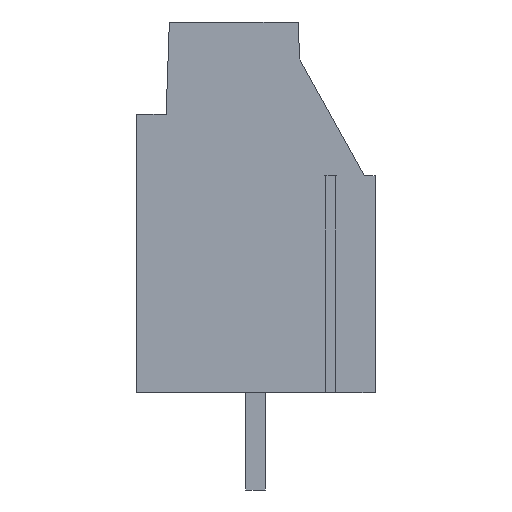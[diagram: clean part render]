
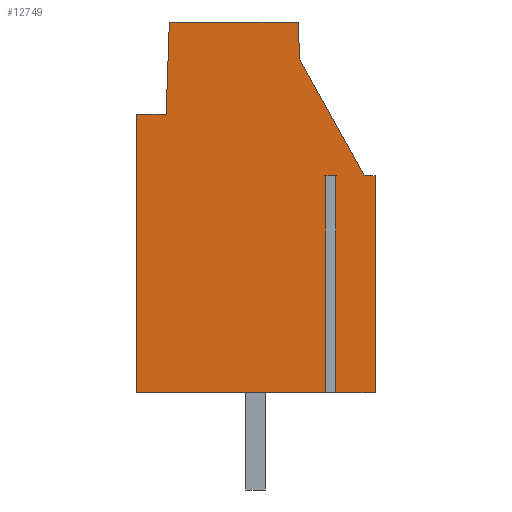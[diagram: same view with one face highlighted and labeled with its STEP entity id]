
A CAD part, left-side view. The second image highlights one B-rep face of the part: STEP entity #12749.
In plain terms, the highlighted planar face has unit normal (-1, 0, 0).
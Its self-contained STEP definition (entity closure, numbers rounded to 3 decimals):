
#12708=AXIS2_PLACEMENT_3D('Plane Axis2P3D',#12705,#12706,#12707) ;
#40=CARTESIAN_POINT('Vertex',(0.,9.5,21.6)) ;
#224=CARTESIAN_POINT('Vertex',(0.,9.648,17.35)) ;
#227=CARTESIAN_POINT('Line Origine',(0.,9.574,19.475)) ;
#628=CARTESIAN_POINT('Line Origine',(0.,6.525,21.6)) ;
#632=CARTESIAN_POINT('Vertex',(0.,3.55,21.6)) ;
#1590=CARTESIAN_POINT('Vertex',(0.,11.,4.5)) ;
#1593=CARTESIAN_POINT('Line Origine',(0.,11.,10.925)) ;
#1597=CARTESIAN_POINT('Vertex',(0.,11.,17.35)) ;
#2763=CARTESIAN_POINT('Vertex',(0.,0.,4.5)) ;
#2766=CARTESIAN_POINT('Line Origine',(0.,0.912,4.5)) ;
#2770=CARTESIAN_POINT('Vertex',(0.,1.825,4.5)) ;
#2819=CARTESIAN_POINT('Vertex',(0.,2.275,4.5)) ;
#2822=CARTESIAN_POINT('Line Origine',(0.,6.638,4.5)) ;
#4365=CARTESIAN_POINT('Vertex',(0.,0.,14.5)) ;
#4368=CARTESIAN_POINT('Line Origine',(0.,0.,9.5)) ;
#4524=CARTESIAN_POINT('Vertex',(0.,3.49,19.892)) ;
#4527=CARTESIAN_POINT('Line Origine',(0.,1.995,17.196)) ;
#4531=CARTESIAN_POINT('Vertex',(0.,0.5,14.5)) ;
#4927=CARTESIAN_POINT('Line Origine',(0.,3.52,20.746)) ;
#12671=CARTESIAN_POINT('Line Origine',(0.,10.324,17.35)) ;
#12705=CARTESIAN_POINT('Axis2P3D Location',(0.,11.,1.3)) ;
#12710=CARTESIAN_POINT('Line Origine',(0.,0.25,14.5)) ;
#12715=CARTESIAN_POINT('Line Origine',(0.,2.275,9.5)) ;
#12719=CARTESIAN_POINT('Vertex',(0.,2.275,14.5)) ;
#12722=CARTESIAN_POINT('Line Origine',(0.,2.05,14.5)) ;
#12726=CARTESIAN_POINT('Vertex',(0.,1.825,14.5)) ;
#12729=CARTESIAN_POINT('Line Origine',(0.,1.825,9.5)) ;
#228=DIRECTION('Vector Direction',(0.,0.035,-0.999)) ;
#629=DIRECTION('Vector Direction',(0.,-1.,0.)) ;
#1594=DIRECTION('Vector Direction',(0.,0.,1.)) ;
#2767=DIRECTION('Vector Direction',(0.,1.,0.)) ;
#2823=DIRECTION('Vector Direction',(0.,1.,0.)) ;
#4369=DIRECTION('Vector Direction',(0.,0.,-1.)) ;
#4528=DIRECTION('Vector Direction',(0.,-0.485,-0.875)) ;
#4928=DIRECTION('Vector Direction',(0.,0.035,0.999)) ;
#12672=DIRECTION('Vector Direction',(0.,-1.,0.)) ;
#12706=DIRECTION('Axis2P3D Direction',(-1.,0.,0.)) ;
#12707=DIRECTION('Axis2P3D XDirection',(0.,-1.,0.)) ;
#12711=DIRECTION('Vector Direction',(0.,-1.,0.)) ;
#12716=DIRECTION('Vector Direction',(0.,0.,1.)) ;
#12723=DIRECTION('Vector Direction',(0.,-1.,0.)) ;
#12730=DIRECTION('Vector Direction',(0.,0.,1.)) ;
#229=VECTOR('Line Direction',#228,1.) ;
#630=VECTOR('Line Direction',#629,1.) ;
#1595=VECTOR('Line Direction',#1594,1.) ;
#2768=VECTOR('Line Direction',#2767,1.) ;
#2824=VECTOR('Line Direction',#2823,1.) ;
#4370=VECTOR('Line Direction',#4369,1.) ;
#4529=VECTOR('Line Direction',#4528,1.) ;
#4929=VECTOR('Line Direction',#4928,1.) ;
#12673=VECTOR('Line Direction',#12672,1.) ;
#12712=VECTOR('Line Direction',#12711,1.) ;
#12717=VECTOR('Line Direction',#12716,1.) ;
#12724=VECTOR('Line Direction',#12723,1.) ;
#12731=VECTOR('Line Direction',#12730,1.) ;
#12735=ORIENTED_EDGE('',*,*,#2772,.T.) ;
#12736=ORIENTED_EDGE('',*,*,#4372,.T.) ;
#12737=ORIENTED_EDGE('',*,*,#12714,.T.) ;
#12738=ORIENTED_EDGE('',*,*,#4533,.T.) ;
#12739=ORIENTED_EDGE('',*,*,#4931,.T.) ;
#12740=ORIENTED_EDGE('',*,*,#634,.T.) ;
#12741=ORIENTED_EDGE('',*,*,#231,.T.) ;
#12742=ORIENTED_EDGE('',*,*,#12675,.T.) ;
#12743=ORIENTED_EDGE('',*,*,#1599,.T.) ;
#12744=ORIENTED_EDGE('',*,*,#2826,.T.) ;
#12745=ORIENTED_EDGE('',*,*,#12721,.T.) ;
#12746=ORIENTED_EDGE('',*,*,#12728,.F.) ;
#12747=ORIENTED_EDGE('',*,*,#12733,.F.) ;
#12749=ADVANCED_FACE('HOUSING',(#12748),#12709,.T.) ;
#231=EDGE_CURVE('',#41,#225,#230,.T.) ;
#634=EDGE_CURVE('',#633,#41,#631,.F.) ;
#1599=EDGE_CURVE('',#1598,#1591,#1596,.F.) ;
#2772=EDGE_CURVE('',#2771,#2764,#2769,.F.) ;
#2826=EDGE_CURVE('',#1591,#2820,#2825,.F.) ;
#4372=EDGE_CURVE('',#2764,#4366,#4371,.F.) ;
#4533=EDGE_CURVE('',#4532,#4525,#4530,.F.) ;
#4931=EDGE_CURVE('',#4525,#633,#4930,.T.) ;
#12675=EDGE_CURVE('',#225,#1598,#12674,.F.) ;
#12714=EDGE_CURVE('',#4366,#4532,#12713,.F.) ;
#12721=EDGE_CURVE('',#2820,#12720,#12718,.T.) ;
#12728=EDGE_CURVE('',#12727,#12720,#12725,.F.) ;
#12733=EDGE_CURVE('',#2771,#12727,#12732,.T.) ;
#12734=EDGE_LOOP('',(#12735,#12736,#12737,#12738,#12739,#12740,#12741,#12742,#12743,#12744,#12745,#12746,#12747)) ;
#12748=FACE_OUTER_BOUND('',#12734,.T.) ;
#230=LINE('Line',#227,#229) ;
#631=LINE('Line',#628,#630) ;
#1596=LINE('Line',#1593,#1595) ;
#2769=LINE('Line',#2766,#2768) ;
#2825=LINE('Line',#2822,#2824) ;
#4371=LINE('Line',#4368,#4370) ;
#4530=LINE('Line',#4527,#4529) ;
#4930=LINE('Line',#4927,#4929) ;
#12674=LINE('Line',#12671,#12673) ;
#12713=LINE('Line',#12710,#12712) ;
#12718=LINE('Line',#12715,#12717) ;
#12725=LINE('Line',#12722,#12724) ;
#12732=LINE('Line',#12729,#12731) ;
#12709=PLANE('',#12708) ;
#41=VERTEX_POINT('',#40) ;
#225=VERTEX_POINT('',#224) ;
#633=VERTEX_POINT('',#632) ;
#1591=VERTEX_POINT('',#1590) ;
#1598=VERTEX_POINT('',#1597) ;
#2764=VERTEX_POINT('',#2763) ;
#2771=VERTEX_POINT('',#2770) ;
#2820=VERTEX_POINT('',#2819) ;
#4366=VERTEX_POINT('',#4365) ;
#4525=VERTEX_POINT('',#4524) ;
#4532=VERTEX_POINT('',#4531) ;
#12720=VERTEX_POINT('',#12719) ;
#12727=VERTEX_POINT('',#12726) ;
